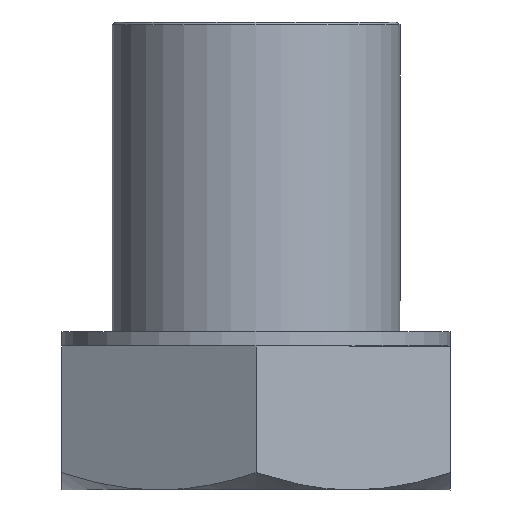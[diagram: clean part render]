
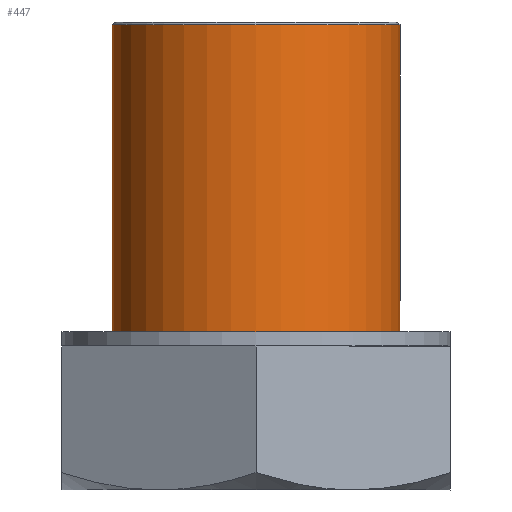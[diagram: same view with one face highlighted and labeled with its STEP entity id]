
A CAD part, front view. The second image highlights one B-rep face of the part: STEP entity #447.
In plain terms, the highlighted cylindrical face has radius 10 mm (diameter 20 mm), a full revolution.
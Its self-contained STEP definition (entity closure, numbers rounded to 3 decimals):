
#49=CYLINDRICAL_SURFACE('',#519,10.);
#65=FACE_OUTER_BOUND('',#98,.T.);
#98=EDGE_LOOP('',(#348,#349,#350,#351,#352));
#132=LINE('',#767,#158);
#158=VECTOR('',#636,10.);
#189=CIRCLE('',#520,10.);
#190=CIRCLE('',#521,10.);
#191=CIRCLE('',#522,10.);
#221=VERTEX_POINT('',#762);
#222=VERTEX_POINT('',#763);
#223=VERTEX_POINT('',#766);
#270=EDGE_CURVE('',#221,#222,#189,.T.);
#271=EDGE_CURVE('',#222,#221,#190,.T.);
#272=EDGE_CURVE('',#222,#223,#132,.T.);
#273=EDGE_CURVE('',#223,#223,#191,.T.);
#348=ORIENTED_EDGE('',*,*,#270,.F.);
#349=ORIENTED_EDGE('',*,*,#271,.F.);
#350=ORIENTED_EDGE('',*,*,#272,.T.);
#351=ORIENTED_EDGE('',*,*,#273,.F.);
#352=ORIENTED_EDGE('',*,*,#272,.F.);
#447=ADVANCED_FACE('',(#65),#49,.T.);
#519=AXIS2_PLACEMENT_3D('',#761,#630,#631);
#520=AXIS2_PLACEMENT_3D('',#764,#632,#633);
#521=AXIS2_PLACEMENT_3D('',#765,#634,#635);
#522=AXIS2_PLACEMENT_3D('',#768,#637,#638);
#630=DIRECTION('center_axis',(0.,0.,-1.));
#631=DIRECTION('ref_axis',(-1.,0.,0.));
#632=DIRECTION('center_axis',(0.,0.,1.));
#633=DIRECTION('ref_axis',(1.,0.,0.));
#634=DIRECTION('center_axis',(0.,0.,1.));
#635=DIRECTION('ref_axis',(1.,0.,0.));
#636=DIRECTION('',(0.,0.,-1.));
#637=DIRECTION('center_axis',(0.,0.,-1.));
#638=DIRECTION('ref_axis',(1.,0.,0.));
#761=CARTESIAN_POINT('Origin',(0.,0.,10.5));
#762=CARTESIAN_POINT('',(-10.,0.,32.3));
#763=CARTESIAN_POINT('',(10.,0.,32.3));
#764=CARTESIAN_POINT('Origin',(0.,0.,32.3));
#765=CARTESIAN_POINT('Origin',(0.,0.,32.3));
#766=CARTESIAN_POINT('',(10.,0.,11.));
#767=CARTESIAN_POINT('',(10.,0.,10.5));
#768=CARTESIAN_POINT('Origin',(0.,0.,11.));
